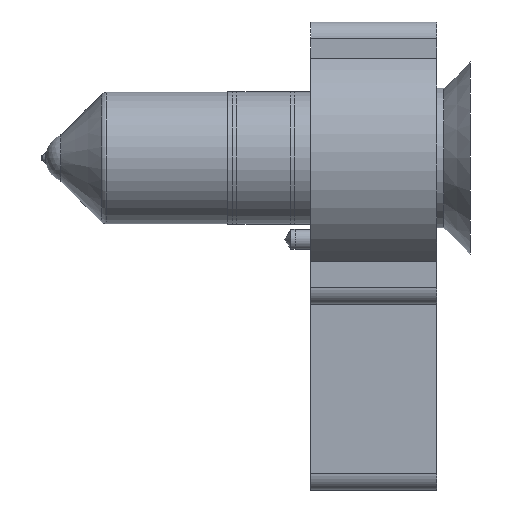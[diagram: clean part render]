
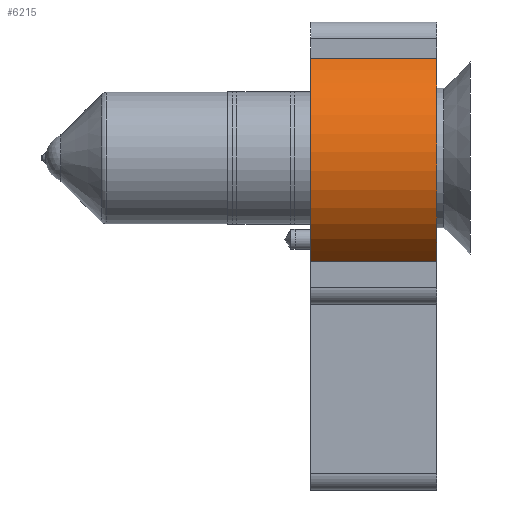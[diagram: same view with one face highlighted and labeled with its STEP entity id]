
A CAD part, front view. The second image highlights one B-rep face of the part: STEP entity #6215.
In plain terms, the highlighted cylindrical face has radius 35 mm (diameter 70 mm), a partial arc.
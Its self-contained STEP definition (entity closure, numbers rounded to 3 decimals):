
#1590 = VERTEX_POINT ( 'NONE', #8825 ) ;
#1634 = VERTEX_POINT ( 'NONE', #8556 ) ;
#1688 = VERTEX_POINT ( 'NONE', #7894 ) ;
#2591 = CARTESIAN_POINT ( 'NONE',  ( 0., 0., 0. ) ) ;
#2929 = VECTOR ( 'NONE', #5595, 1000. ) ;
#2991 = DIRECTION ( 'NONE',  ( 0., 0., -1. ) ) ;
#3038 = DIRECTION ( 'NONE',  ( 0., 0., 1. ) ) ;
#3077 = CARTESIAN_POINT ( 'NONE',  ( 18., -30.017, 38. ) ) ;
#3587 = DIRECTION ( 'NONE',  ( 1., 0., 0. ) ) ;
#4098 = LINE ( 'NONE', #6296, #4219 ) ;
#4219 = VECTOR ( 'NONE', #8374, 1000. ) ;
#5267 = EDGE_CURVE ( 'NONE', #1634, #1688, #8815, .T. ) ;
#5595 = DIRECTION ( 'NONE',  ( 0., 0., -1. ) ) ;
#5976 = CARTESIAN_POINT ( 'NONE',  ( 0., 0., 38. ) ) ;
#6215 = ADVANCED_FACE ( 'NONE', ( #10650 ), #10801, .T. ) ;
#6296 = CARTESIAN_POINT ( 'NONE',  ( 18., -30.017, 38. ) ) ;
#6551 = EDGE_CURVE ( 'NONE', #8553, #1634, #4098, .T. ) ;
#6912 = CIRCLE ( 'NONE', #9218, 35. ) ;
#7542 = LINE ( 'NONE', #10612, #2929 ) ;
#7894 = CARTESIAN_POINT ( 'NONE',  ( 16., 31.129, 0. ) ) ;
#8374 = DIRECTION ( 'NONE',  ( 0., 0., -1. ) ) ;
#8553 = VERTEX_POINT ( 'NONE', #3077 ) ;
#8556 = CARTESIAN_POINT ( 'NONE',  ( 18., -30.017, 0. ) ) ;
#8669 = ORIENTED_EDGE ( 'NONE', *, *, #5267, .T. ) ;
#8815 = CIRCLE ( 'NONE', #10629, 35. ) ;
#8825 = CARTESIAN_POINT ( 'NONE',  ( 16., 31.129, 38. ) ) ;
#8981 = ORIENTED_EDGE ( 'NONE', *, *, #11087, .F. ) ;
#8985 = DIRECTION ( 'NONE',  ( -1., 0., 0. ) ) ;
#9070 = CARTESIAN_POINT ( 'NONE',  ( 0., 0., 38. ) ) ;
#9218 = AXIS2_PLACEMENT_3D ( 'NONE', #9070, #3038, #10074 ) ;
#9637 = DIRECTION ( 'NONE',  ( 0., 0., 1. ) ) ;
#9931 = ORIENTED_EDGE ( 'NONE', *, *, #12851, .F. ) ;
#10074 = DIRECTION ( 'NONE',  ( 1., 0., 0. ) ) ;
#10294 = EDGE_LOOP ( 'NONE', ( #8669, #8981, #9931, #10532 ) ) ;
#10532 = ORIENTED_EDGE ( 'NONE', *, *, #6551, .T. ) ;
#10612 = CARTESIAN_POINT ( 'NONE',  ( 16., 31.129, 38. ) ) ;
#10629 = AXIS2_PLACEMENT_3D ( 'NONE', #2591, #9637, #3587 ) ;
#10650 = FACE_OUTER_BOUND ( 'NONE', #10294, .T. ) ;
#10801 = CYLINDRICAL_SURFACE ( 'NONE', #12984, 35. ) ;
#11087 = EDGE_CURVE ( 'NONE', #1590, #1688, #7542, .T. ) ;
#12851 = EDGE_CURVE ( 'NONE', #8553, #1590, #6912, .T. ) ;
#12984 = AXIS2_PLACEMENT_3D ( 'NONE', #5976, #2991, #8985 ) ;
